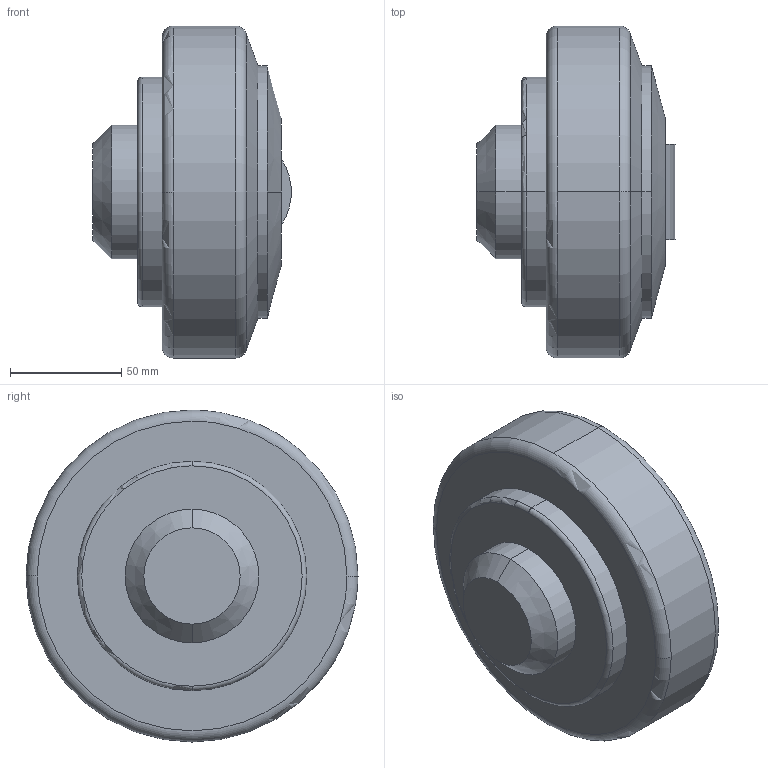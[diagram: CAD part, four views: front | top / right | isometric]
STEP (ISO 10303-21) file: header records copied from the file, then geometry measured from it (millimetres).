
FILE_DESCRIPTION (( 'STEP AP214' ), '1' );
FILE_NAME ('TR-150.0300-Rollco.step', '2023-04-28T07:39:03', ( '' ), ( '' ), 'SwSTEP 2.0', 'SolidWorks 2010', '' );
FILE_SCHEMA (( 'AUTOMOTIVE_DESIGN' ));
Length unit declared in the file: millimetre
Products named in the file (2): 1; TR-150.0300-Rollco
Assembly tree (1 placements, depth 2):
  TR-150.0300-Rollco
    1
Bounding box: 88.91 x 149 x 149 mm (x, y, z)
Volume: 950236.9 mm3; surface area: 58976.1 mm2
Topology: 1 solids, 1 shells, 27 faces, 59 edges, 37 vertices
Faces by surface type: cylinder 9, torus 6, cone 6, plane 6
Entity records: 1200 total; most frequent: CARTESIAN_POINT 515, DIRECTION 154, ORIENTED_EDGE 118, AXIS2_PLACEMENT_3D 68, EDGE_CURVE 59, CIRCLE 37, VERTEX_POINT 37, EDGE_LOOP 30
